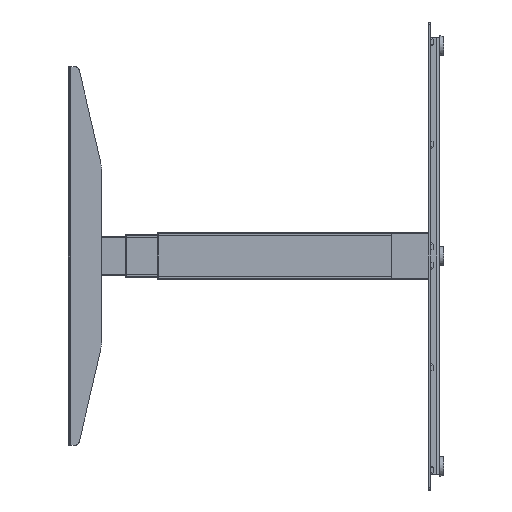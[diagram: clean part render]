
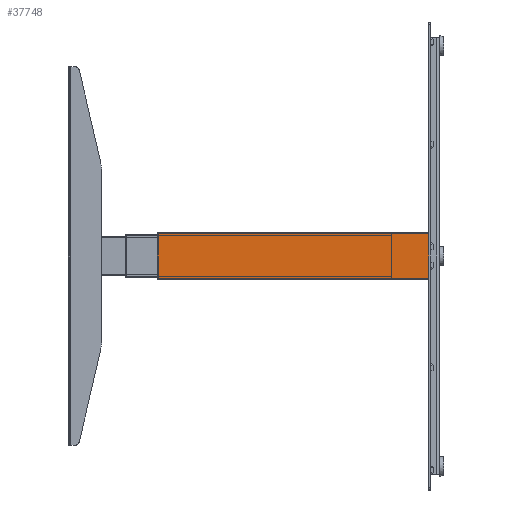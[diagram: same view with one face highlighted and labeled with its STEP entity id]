
A CAD part, left-side view. The second image highlights one B-rep face of the part: STEP entity #37748.
In plain terms, the highlighted planar face has unit normal (-1, 0, 0).
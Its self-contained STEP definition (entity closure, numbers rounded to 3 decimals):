
#3282 = VERTEX_POINT ( 'NONE', #10995 ) ;
#4241 = VERTEX_POINT ( 'NONE', #59481 ) ;
#5848 = EDGE_CURVE ( 'NONE', #34500, #43026, #22370, .T. ) ;
#7001 = ORIENTED_EDGE ( 'NONE', *, *, #40720, .T. ) ;
#7953 = CARTESIAN_POINT ( 'NONE',  ( -693., 543.1, 42.5 ) ) ;
#9184 = LINE ( 'NONE', #59396, #20257 ) ;
#10995 = CARTESIAN_POINT ( 'NONE',  ( -693., 543.1, -42.5 ) ) ;
#12891 = ORIENTED_EDGE ( 'NONE', *, *, #23804, .T. ) ;
#13030 = CARTESIAN_POINT ( 'NONE',  ( -693., 543.1, 42.5 ) ) ;
#13187 = EDGE_LOOP ( 'NONE', ( #7001, #35191, #17835, #12891 ) ) ;
#13981 = DIRECTION ( 'NONE',  ( 0., -1., 0. ) ) ;
#14022 = EDGE_CURVE ( 'NONE', #3282, #34500, #30835, .T. ) ;
#14309 = CARTESIAN_POINT ( 'NONE',  ( -693., 29.1, 42.5 ) ) ;
#14382 = DIRECTION ( 'NONE',  ( 0., 0., 1. ) ) ;
#15666 = AXIS2_PLACEMENT_3D ( 'NONE', #23904, #28711, #43550 ) ;
#17032 = CARTESIAN_POINT ( 'NONE',  ( -693., 543.1, 42.5 ) ) ;
#17835 = ORIENTED_EDGE ( 'NONE', *, *, #14022, .F. ) ;
#18818 = VECTOR ( 'NONE', #14382, 1000. ) ;
#20257 = VECTOR ( 'NONE', #58459, 1000. ) ;
#22370 = LINE ( 'NONE', #13030, #49901 ) ;
#23804 = EDGE_CURVE ( 'NONE', #3282, #4241, #9184, .T. ) ;
#23904 = CARTESIAN_POINT ( 'NONE',  ( -693., 543.1, 42.5 ) ) ;
#28711 = DIRECTION ( 'NONE',  ( 1., 0., 0. ) ) ;
#29499 = LINE ( 'NONE', #59460, #18818 ) ;
#30835 = LINE ( 'NONE', #17032, #59092 ) ;
#34500 = VERTEX_POINT ( 'NONE', #7953 ) ;
#35191 = ORIENTED_EDGE ( 'NONE', *, *, #5848, .F. ) ;
#36978 = DIRECTION ( 'NONE',  ( 0., 0., 1. ) ) ;
#37748 = ADVANCED_FACE ( 'NONE', ( #37754 ), #57402, .F. ) ;
#37754 = FACE_OUTER_BOUND ( 'NONE', #13187, .T. ) ;
#40720 = EDGE_CURVE ( 'NONE', #4241, #43026, #29499, .T. ) ;
#43026 = VERTEX_POINT ( 'NONE', #14309 ) ;
#43550 = DIRECTION ( 'NONE',  ( 0., 0., -1. ) ) ;
#49901 = VECTOR ( 'NONE', #13981, 1000. ) ;
#57402 = PLANE ( 'NONE',  #15666 ) ;
#58459 = DIRECTION ( 'NONE',  ( 0., -1., 0. ) ) ;
#59092 = VECTOR ( 'NONE', #36978, 1000. ) ;
#59396 = CARTESIAN_POINT ( 'NONE',  ( -693., 543.1, -42.5 ) ) ;
#59460 = CARTESIAN_POINT ( 'NONE',  ( -693., 29.1, 42.5 ) ) ;
#59481 = CARTESIAN_POINT ( 'NONE',  ( -693., 29.1, -42.5 ) ) ;
